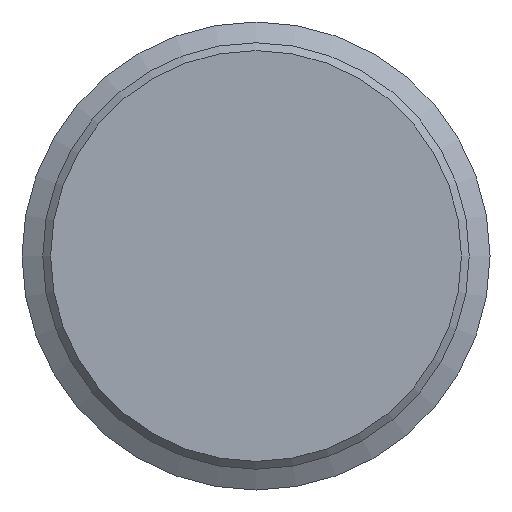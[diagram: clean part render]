
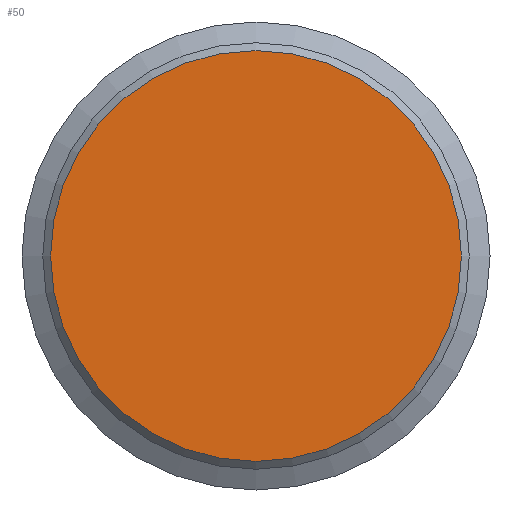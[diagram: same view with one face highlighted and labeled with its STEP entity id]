
A CAD part, front view. The second image highlights one B-rep face of the part: STEP entity #50.
In plain terms, the highlighted planar face has unit normal (0, -1, 0).
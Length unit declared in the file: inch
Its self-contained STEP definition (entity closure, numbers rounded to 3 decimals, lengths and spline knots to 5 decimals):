
#50 = ADVANCED_FACE ( 'NONE', ( #276 ), #390, .T. ) ;
#84 = DIRECTION ( 'NONE',  ( 0., -1., 0. ) ) ;
#158 = AXIS2_PLACEMENT_3D ( 'NONE', #1206, #84, #715 ) ;
#178 = CARTESIAN_POINT ( 'NONE',  ( 0., -1.9685, 0.31102 ) ) ;
#198 = CARTESIAN_POINT ( 'NONE',  ( 0., -1.9685, 0. ) ) ;
#245 = AXIS2_PLACEMENT_3D ( 'NONE', #198, #904, #793 ) ;
#276 = FACE_OUTER_BOUND ( 'NONE', #290, .T. ) ;
#290 = EDGE_LOOP ( 'NONE', ( #601 ) ) ;
#298 = CIRCLE ( 'NONE', #245, 0.31102 ) ;
#390 = PLANE ( 'NONE',  #158 ) ;
#601 = ORIENTED_EDGE ( 'NONE', *, *, #1295, .F. ) ;
#715 = DIRECTION ( 'NONE',  ( 0., 0., -1. ) ) ;
#793 = DIRECTION ( 'NONE',  ( 0., 0., 1. ) ) ;
#904 = DIRECTION ( 'NONE',  ( 0., 1., 0. ) ) ;
#1206 = CARTESIAN_POINT ( 'NONE',  ( 0., -1.9685, 0. ) ) ;
#1231 = VERTEX_POINT ( 'NONE', #178 ) ;
#1295 = EDGE_CURVE ( 'NONE', #1231, #1231, #298, .T. ) ;
